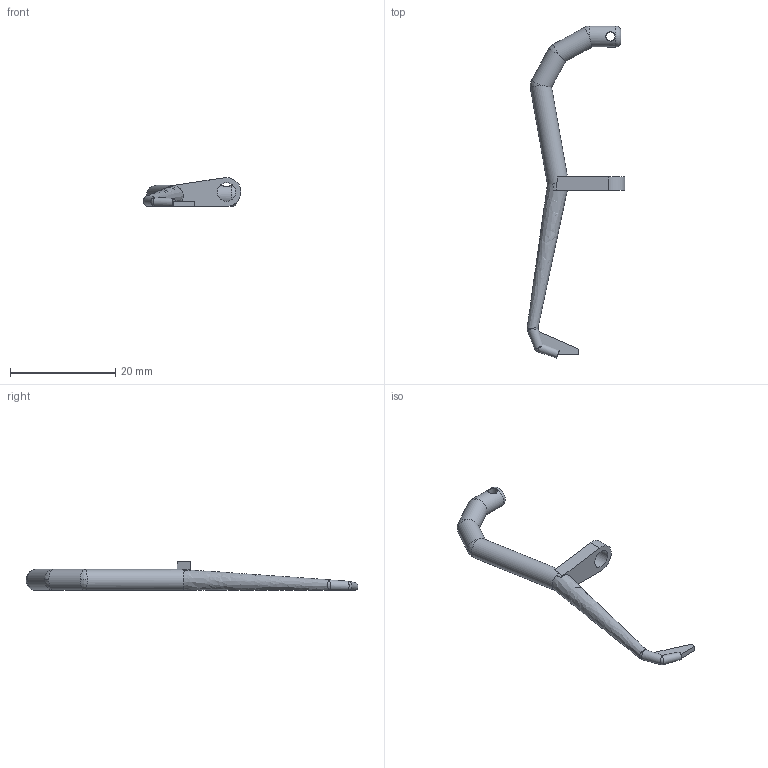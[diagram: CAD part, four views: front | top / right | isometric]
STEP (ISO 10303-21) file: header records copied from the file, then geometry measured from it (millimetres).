
FILE_DESCRIPTION(('FreeCAD Model'),'2;1');
FILE_NAME( 'leg.step', '2014-12-12T10:06:19',('FreeCAD'),('FreeCAD'), 'Open CASCADE STEP processor 6.5','FreeCAD','Unknown');
FILE_SCHEMA(('AUTOMOTIVE_DESIGN_CC2 { 1 2 10303 214 -1 1 5 4 }'));
Length unit declared in the file: millimetre
Products named in the file (1): leg-Compound
Bounding box: 18.62 x 63.2 x 5.5 mm (x, y, z)
Volume: 830.5 mm3; surface area: 1058.4 mm2
Topology: 2 solids, 2 shells, 35 faces, 89 edges, 52 vertices
Faces by surface type: plane 13, cylinder 10, revolution 8, bspline 3, torus 1
Full cylindrical faces by diameter (mm): 1.75 x1, 3.5 x1, 4 x4
Entity records: 4382 total; most frequent: CARTESIAN_POINT 2789, DIRECTION 256, ORIENTED_EDGE 166, PCURVE 166, DEFINITIONAL_REPRESENTATION 166, LINE 115, VECTOR 115, B_SPLINE_CURVE_WITH_KNOTS 90
